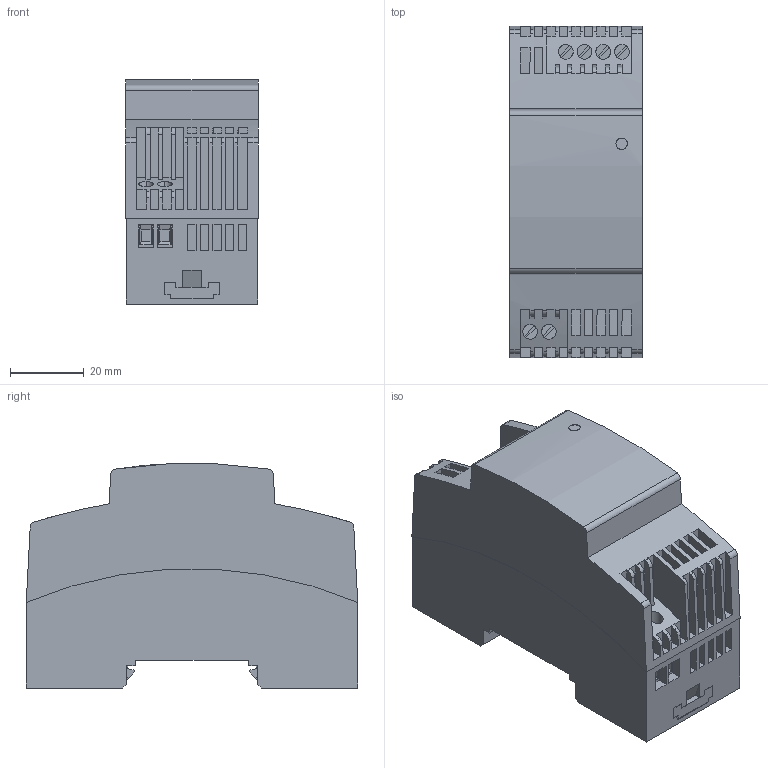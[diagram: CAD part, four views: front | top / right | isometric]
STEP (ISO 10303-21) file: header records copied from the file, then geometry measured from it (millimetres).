
FILE_DESCRIPTION(('Creo Elements/Direct Modeling STEP Export'),'2;1');
FILE_NAME('model.stp','2018-03-19T17:50:49',(''),(''),'Creo Elements/Direct Modeling STEP processor for AP214 (Solid Model)','Creo Elements/Direct Modeling 18.1I 14-Aug-2016 (C) Parametric Technology GmbH','');
FILE_SCHEMA(('AUTOMOTIVE_DESIGN { 1 0 10303 214 1 1 1 1 }'));
Length unit declared in the file: millimetre
Products named in the file (2): STEP_PS_1AC_24DC_0.75-select
Assembly tree (1 placements, depth 2):
  STEP_PS_1AC_24DC_0.75-select
    STEP_PS_1AC_24DC_0.75-select
Bounding box: 36 x 90 x 60.83 mm (x, y, z)
Volume: 154700.4 mm3; surface area: 24207.8 mm2
Topology: 1 solids, 1 shells, 458 faces, 1240 edges, 813 vertices
Faces by surface type: plane 406, cylinder 52
Entity records: 18030 total; most frequent: CARTESIAN_POINT 2763, ORIENTED_EDGE 2480, DIRECTION 2271, EDGE_CURVE 1240, VECTOR 1013, LINE 1013, VERTEX_POINT 813, AXIS2_PLACEMENT_3D 629
